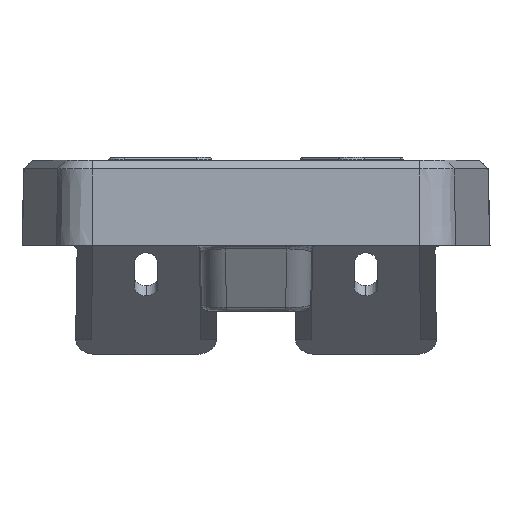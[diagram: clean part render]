
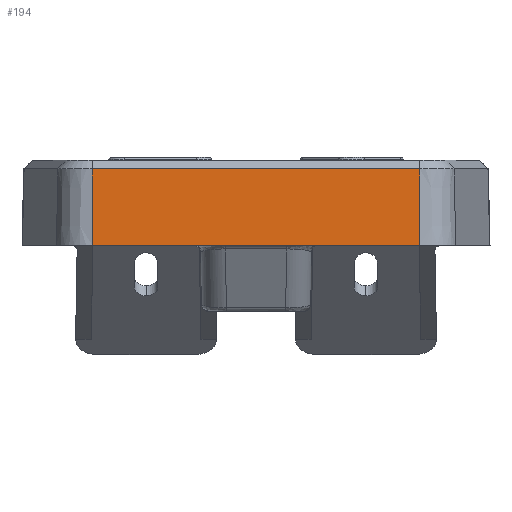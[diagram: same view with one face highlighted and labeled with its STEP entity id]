
A CAD part, front view. The second image highlights one B-rep face of the part: STEP entity #194.
In plain terms, the highlighted planar face has unit normal (0, -1, 0.018).
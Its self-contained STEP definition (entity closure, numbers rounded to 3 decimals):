
#121 = DIRECTION ( 'NONE',  ( 0., -0.017, -1. ) ) ;
#194 = ADVANCED_FACE ( 'NONE', ( #5364 ), #1620, .T. ) ;
#272 = CARTESIAN_POINT ( 'NONE',  ( -23.059, -14.021, 10.779 ) ) ;
#398 = ORIENTED_EDGE ( 'NONE', *, *, #4689, .F. ) ;
#635 = CARTESIAN_POINT ( 'NONE',  ( 23.059, -14.209, 0. ) ) ;
#685 = DIRECTION ( 'NONE',  ( 0., -0.017, -1. ) ) ;
#720 = LINE ( 'NONE', #4045, #4740 ) ;
#921 = DIRECTION ( 'NONE',  ( -1., 0., 0. ) ) ;
#1256 = VECTOR ( 'NONE', #1526, 1000. ) ;
#1376 = ORIENTED_EDGE ( 'NONE', *, *, #3507, .T. ) ;
#1526 = DIRECTION ( 'NONE',  ( 1., 0., 0. ) ) ;
#1600 = CARTESIAN_POINT ( 'NONE',  ( 0., -14.209, 0. ) ) ;
#1620 = PLANE ( 'NONE',  #3785 ) ;
#1774 = ORIENTED_EDGE ( 'NONE', *, *, #5012, .T. ) ;
#2178 = ORIENTED_EDGE ( 'NONE', *, *, #4473, .T. ) ;
#2224 = VERTEX_POINT ( 'NONE', #3901 ) ;
#2414 = VECTOR ( 'NONE', #4252, 1000. ) ;
#2582 = CARTESIAN_POINT ( 'NONE',  ( -45.965, -14.021, 10.779 ) ) ;
#2925 = CARTESIAN_POINT ( 'NONE',  ( 23.059, -14.021, 10.779 ) ) ;
#3507 = EDGE_CURVE ( 'NONE', #2224, #4474, #4933, .T. ) ;
#3785 = AXIS2_PLACEMENT_3D ( 'NONE', #6746, #4516, #685 ) ;
#3898 = EDGE_LOOP ( 'NONE', ( #1774, #2178, #1376, #398 ) ) ;
#3901 = CARTESIAN_POINT ( 'NONE',  ( -23.059, -14.209, 0. ) ) ;
#3925 = LINE ( 'NONE', #2582, #6783 ) ;
#4045 = CARTESIAN_POINT ( 'NONE',  ( -23.059, -14., 12. ) ) ;
#4204 = LINE ( 'NONE', #4349, #2414 ) ;
#4252 = DIRECTION ( 'NONE',  ( 0., -0.017, -1. ) ) ;
#4349 = CARTESIAN_POINT ( 'NONE',  ( 23.059, -8724.287, -499000. ) ) ;
#4473 = EDGE_CURVE ( 'NONE', #6729, #2224, #720, .T. ) ;
#4474 = VERTEX_POINT ( 'NONE', #635 ) ;
#4516 = DIRECTION ( 'NONE',  ( 0., -1., 0.017 ) ) ;
#4518 = VERTEX_POINT ( 'NONE', #2925 ) ;
#4689 = EDGE_CURVE ( 'NONE', #4518, #4474, #4204, .T. ) ;
#4740 = VECTOR ( 'NONE', #121, 1000. ) ;
#4933 = LINE ( 'NONE', #1600, #1256 ) ;
#5012 = EDGE_CURVE ( 'NONE', #4518, #6729, #3925, .T. ) ;
#5364 = FACE_OUTER_BOUND ( 'NONE', #3898, .T. ) ;
#6729 = VERTEX_POINT ( 'NONE', #272 ) ;
#6746 = CARTESIAN_POINT ( 'NONE',  ( 0., -14., 12. ) ) ;
#6783 = VECTOR ( 'NONE', #921, 1000. ) ;
